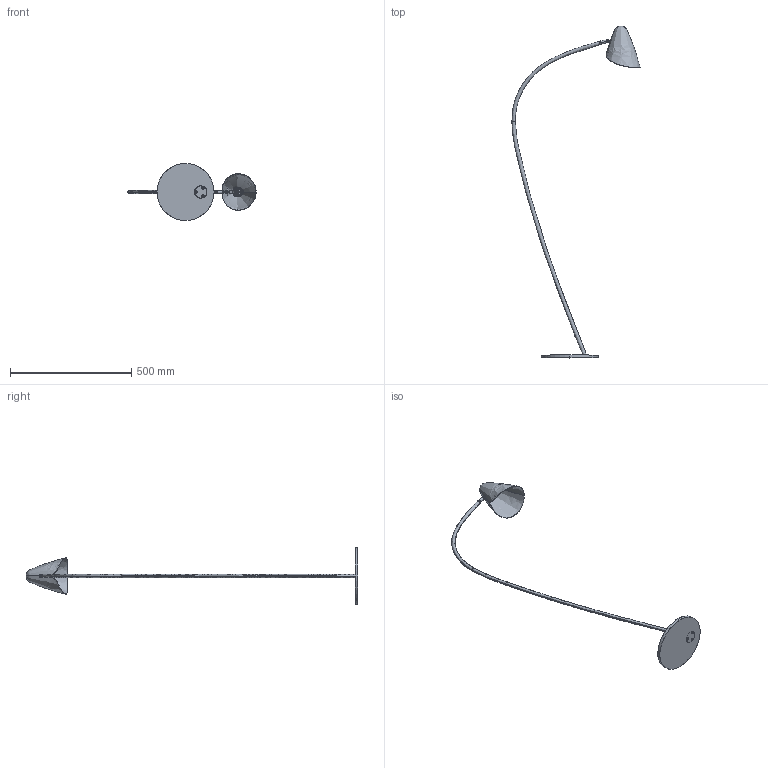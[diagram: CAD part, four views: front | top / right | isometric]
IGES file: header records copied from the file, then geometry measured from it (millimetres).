
Start section: SolidWorks IGES file using analytic representation for surfaces
Global section: file name: 25-7582.IGS; native system: SolidWorks 2018; preprocessor: SolidWorks 2018; author: dromero; date: 181023.115458; units: millimetre
Bounding box: 528.08 x 1367.26 x 235 mm (x, y, z)
Surface area: 361356.3 mm2 (no closed solid volume)
Topology: 0 solids, 0 shells, 407 faces, 6792 edges, 6779 vertices
Faces by surface type: bspline 209, revolution 198
